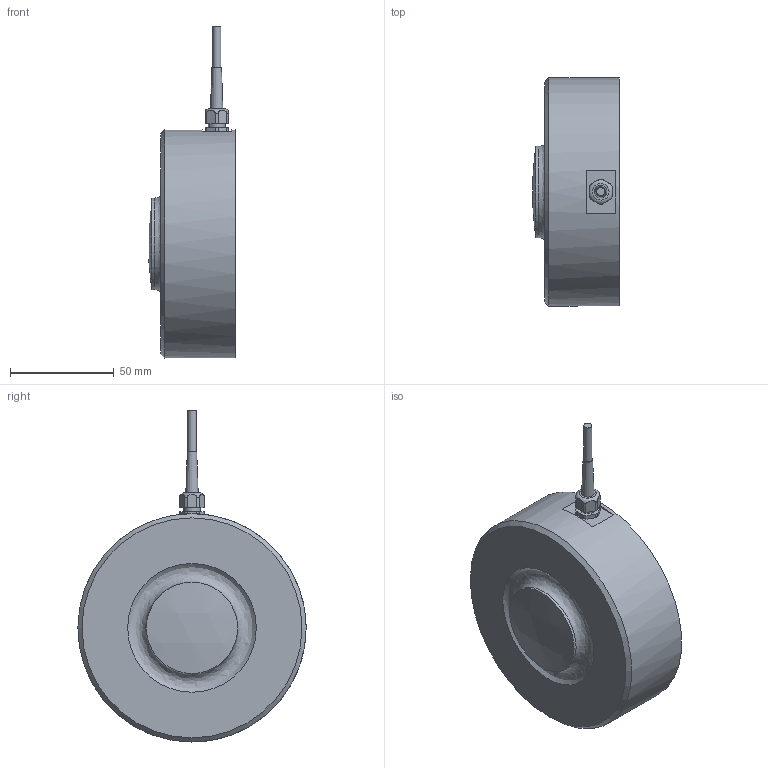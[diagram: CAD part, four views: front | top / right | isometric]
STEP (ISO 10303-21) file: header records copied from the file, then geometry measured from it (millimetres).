
FILE_DESCRIPTION((''),'2;1');
FILE_NAME('EMS50-500 - model.stp','2018-02-09T15:12:50',('PC'),(''),'Autodesk Inventor 2010','Autodesk Inventor 2010','');
FILE_SCHEMA(('AUTOMOTIVE_DESIGN { 1 0 10303 214 1 1 1 1 }'));
Length unit declared in the file: millimetre
Products named in the file (1): EMS50-500 - model
Bounding box: 41.82 x 110 x 160 mm (x, y, z)
Volume: 342118.7 mm3; surface area: 33847.5 mm2
Topology: 1 solids, 1 shells, 53 faces, 128 edges, 86 vertices
Faces by surface type: plane 24, cylinder 17, bspline 8, cone 2, torus 1, sphere 1
Full cylindrical faces by diameter (mm): 4 x1, 8 x1, 44 x1, 64 x1, 110 x1
Entity records: 1752 total; most frequent: CARTESIAN_POINT 621, DIRECTION 230, ORIENTED_EDGE 202, EDGE_CURVE 101, AXIS2_PLACEMENT_3D 92, EDGE_LOOP 78, VERTEX_POINT 75, FACE_OUTER_BOUND 53
